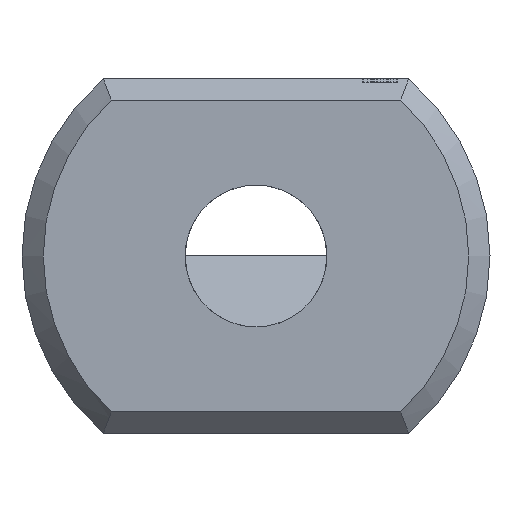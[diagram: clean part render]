
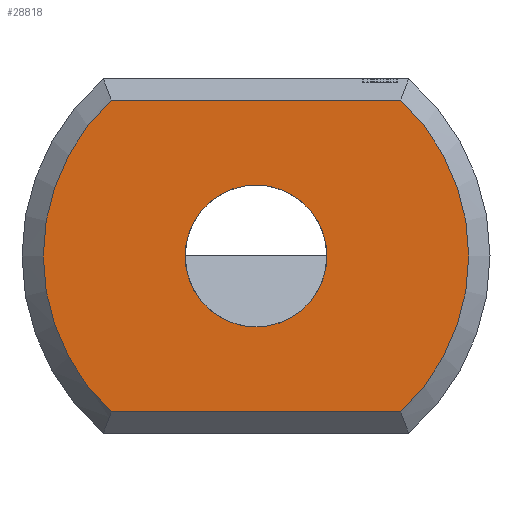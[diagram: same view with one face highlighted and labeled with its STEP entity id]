
A CAD part, left-side view. The second image highlights one B-rep face of the part: STEP entity #28818.
In plain terms, the highlighted planar face has unit normal (-1, 0, 0).
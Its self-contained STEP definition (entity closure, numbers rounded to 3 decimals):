
#254 = PLANE('',#255);
#255 = AXIS2_PLACEMENT_3D('',#256,#257,#258);
#256 = CARTESIAN_POINT('',(0.15,-2.154,2.35));
#257 = DIRECTION('',(0.707,0.,-0.707)
  );
#258 = DIRECTION('',(0.,-1.,0.));
#10647 = CONICAL_SURFACE('',#10648,3.3,0.785);
#10648 = AXIS2_PLACEMENT_3D('',#10649,#10650,#10651);
#10649 = CARTESIAN_POINT('',(0.3,0.,0.));
#10650 = DIRECTION('',(1.,0.,0.));
#10651 = DIRECTION('',(0.,0.653,-0.758)
  );
#10716 = VERTEX_POINT('',#10717);
#10717 = CARTESIAN_POINT('',(0.,-2.04,2.2));
#10732 = CONICAL_SURFACE('',#10733,3.3,0.785);
#10733 = AXIS2_PLACEMENT_3D('',#10734,#10735,#10736);
#10734 = CARTESIAN_POINT('',(0.3,0.,0.));
#10735 = DIRECTION('',(1.,0.,0.));
#10736 = DIRECTION('',(0.,-0.653,0.758
    ));
#10749 = VERTEX_POINT('',#10750);
#10750 = CARTESIAN_POINT('',(0.,2.04,2.2));
#10775 = EDGE_CURVE('',#10716,#10749,#10776,.T.);
#10776 = SURFACE_CURVE('',#10777,(#10781,#10788),.PCURVE_S1.);
#10777 = LINE('',#10778,#10779);
#10778 = CARTESIAN_POINT('',(0.,-2.154,2.2));
#10779 = VECTOR('',#10780,1.);
#10780 = DIRECTION('',(0.,1.,0.));
#10781 = PCURVE('',#254,#10782);
#10782 = DEFINITIONAL_REPRESENTATION('',(#10783),#10787);
#10783 = LINE('',#10784,#10785);
#10784 = CARTESIAN_POINT('',(0.,0.212));
#10785 = VECTOR('',#10786,1.);
#10786 = DIRECTION('',(-1.,0.));
#10787 = ( GEOMETRIC_REPRESENTATION_CONTEXT(2) 
PARAMETRIC_REPRESENTATION_CONTEXT() REPRESENTATION_CONTEXT('2D SPACE',''
  ) );
#10788 = PCURVE('',#10789,#10794);
#10789 = PLANE('',#10790);
#10790 = AXIS2_PLACEMENT_3D('',#10791,#10792,#10793);
#10791 = CARTESIAN_POINT('',(0.,0.,
    0.));
#10792 = DIRECTION('',(1.,0.,0.));
#10793 = DIRECTION('',(0.,0.,1.));
#10794 = DEFINITIONAL_REPRESENTATION('',(#10795),#10799);
#10795 = LINE('',#10796,#10797);
#10796 = CARTESIAN_POINT('',(2.2,2.154));
#10797 = VECTOR('',#10798,1.);
#10798 = DIRECTION('',(0.,-1.));
#10799 = ( GEOMETRIC_REPRESENTATION_CONTEXT(2) 
PARAMETRIC_REPRESENTATION_CONTEXT() REPRESENTATION_CONTEXT('2D SPACE',''
  ) );
#28475 = VERTEX_POINT('',#28476);
#28476 = CARTESIAN_POINT('',(0.,2.04,-2.2));
#28494 = PLANE('',#28495);
#28495 = AXIS2_PLACEMENT_3D('',#28496,#28497,#28498);
#28496 = CARTESIAN_POINT('',(0.15,-2.154,-2.35));
#28497 = DIRECTION('',(-0.707,0.,
    -0.707));
#28498 = DIRECTION('',(0.,-1.,0.));
#28508 = EDGE_CURVE('',#28475,#10749,#28509,.T.);
#28509 = SURFACE_CURVE('',#28510,(#28515,#28522),.PCURVE_S1.);
#28510 = CIRCLE('',#28511,3.);
#28511 = AXIS2_PLACEMENT_3D('',#28512,#28513,#28514);
#28512 = CARTESIAN_POINT('',(0.,0.,
    0.));
#28513 = DIRECTION('',(1.,0.,0.));
#28514 = DIRECTION('',(0.,0.653,-0.758)
  );
#28515 = PCURVE('',#10647,#28516);
#28516 = DEFINITIONAL_REPRESENTATION('',(#28517),#28521);
#28517 = LINE('',#28518,#28519);
#28518 = CARTESIAN_POINT('',(0.,-0.3));
#28519 = VECTOR('',#28520,1.);
#28520 = DIRECTION('',(1.,-0.));
#28521 = ( GEOMETRIC_REPRESENTATION_CONTEXT(2) 
PARAMETRIC_REPRESENTATION_CONTEXT() REPRESENTATION_CONTEXT('2D SPACE',''
  ) );
#28522 = PCURVE('',#10789,#28523);
#28523 = DEFINITIONAL_REPRESENTATION('',(#28524),#28528);
#28524 = CIRCLE('',#28525,3.);
#28525 = AXIS2_PLACEMENT_2D('',#28526,#28527);
#28526 = CARTESIAN_POINT('',(0.,0.));
#28527 = DIRECTION('',(-0.758,-0.653));
#28528 = ( GEOMETRIC_REPRESENTATION_CONTEXT(2) 
PARAMETRIC_REPRESENTATION_CONTEXT() REPRESENTATION_CONTEXT('2D SPACE',''
  ) );
#28771 = VERTEX_POINT('',#28772);
#28772 = CARTESIAN_POINT('',(0.,-2.04,-2.2));
#28797 = EDGE_CURVE('',#10716,#28771,#28798,.T.);
#28798 = SURFACE_CURVE('',#28799,(#28804,#28811),.PCURVE_S1.);
#28799 = CIRCLE('',#28800,3.);
#28800 = AXIS2_PLACEMENT_3D('',#28801,#28802,#28803);
#28801 = CARTESIAN_POINT('',(0.,0.,
    0.));
#28802 = DIRECTION('',(1.,0.,0.));
#28803 = DIRECTION('',(0.,-0.653,0.758
    ));
#28804 = PCURVE('',#10732,#28805);
#28805 = DEFINITIONAL_REPRESENTATION('',(#28806),#28810);
#28806 = LINE('',#28807,#28808);
#28807 = CARTESIAN_POINT('',(0.,-0.3));
#28808 = VECTOR('',#28809,1.);
#28809 = DIRECTION('',(1.,-0.));
#28810 = ( GEOMETRIC_REPRESENTATION_CONTEXT(2) 
PARAMETRIC_REPRESENTATION_CONTEXT() REPRESENTATION_CONTEXT('2D SPACE',''
  ) );
#28811 = PCURVE('',#10789,#28812);
#28812 = DEFINITIONAL_REPRESENTATION('',(#28813),#28817);
#28813 = CIRCLE('',#28814,3.);
#28814 = AXIS2_PLACEMENT_2D('',#28815,#28816);
#28815 = CARTESIAN_POINT('',(0.,0.));
#28816 = DIRECTION('',(0.758,0.653));
#28817 = ( GEOMETRIC_REPRESENTATION_CONTEXT(2) 
PARAMETRIC_REPRESENTATION_CONTEXT() REPRESENTATION_CONTEXT('2D SPACE',''
  ) );
#28818 = ADVANCED_FACE('',(#28819,#28845),#10789,.F.);
#28819 = FACE_BOUND('',#28820,.F.);
#28820 = EDGE_LOOP('',(#28821,#28822,#28823,#28824));
#28821 = ORIENTED_EDGE('',*,*,#28508,.T.);
#28822 = ORIENTED_EDGE('',*,*,#10775,.F.);
#28823 = ORIENTED_EDGE('',*,*,#28797,.T.);
#28824 = ORIENTED_EDGE('',*,*,#28825,.T.);
#28825 = EDGE_CURVE('',#28771,#28475,#28826,.T.);
#28826 = SURFACE_CURVE('',#28827,(#28831,#28838),.PCURVE_S1.);
#28827 = LINE('',#28828,#28829);
#28828 = CARTESIAN_POINT('',(0.,-2.154,-2.2));
#28829 = VECTOR('',#28830,1.);
#28830 = DIRECTION('',(0.,1.,0.));
#28831 = PCURVE('',#10789,#28832);
#28832 = DEFINITIONAL_REPRESENTATION('',(#28833),#28837);
#28833 = LINE('',#28834,#28835);
#28834 = CARTESIAN_POINT('',(-2.2,2.154));
#28835 = VECTOR('',#28836,1.);
#28836 = DIRECTION('',(0.,-1.));
#28837 = ( GEOMETRIC_REPRESENTATION_CONTEXT(2) 
PARAMETRIC_REPRESENTATION_CONTEXT() REPRESENTATION_CONTEXT('2D SPACE',''
  ) );
#28838 = PCURVE('',#28494,#28839);
#28839 = DEFINITIONAL_REPRESENTATION('',(#28840),#28844);
#28840 = LINE('',#28841,#28842);
#28841 = CARTESIAN_POINT('',(0.,0.212));
#28842 = VECTOR('',#28843,1.);
#28843 = DIRECTION('',(-1.,0.));
#28844 = ( GEOMETRIC_REPRESENTATION_CONTEXT(2) 
PARAMETRIC_REPRESENTATION_CONTEXT() REPRESENTATION_CONTEXT('2D SPACE',''
  ) );
#28845 = FACE_BOUND('',#28846,.T.);
#28846 = EDGE_LOOP('',(#28847));
#28847 = ORIENTED_EDGE('',*,*,#28848,.T.);
#28848 = EDGE_CURVE('',#28849,#28849,#28851,.T.);
#28849 = VERTEX_POINT('',#28850);
#28850 = CARTESIAN_POINT('',(0.,1.,0.)
  );
#28851 = SURFACE_CURVE('',#28852,(#28857,#28864),.PCURVE_S1.);
#28852 = CIRCLE('',#28853,1.);
#28853 = AXIS2_PLACEMENT_3D('',#28854,#28855,#28856);
#28854 = CARTESIAN_POINT('',(0.,0.,0.));
#28855 = DIRECTION('',(1.,0.,0.));
#28856 = DIRECTION('',(0.,1.,0.));
#28857 = PCURVE('',#10789,#28858);
#28858 = DEFINITIONAL_REPRESENTATION('',(#28859),#28863);
#28859 = CIRCLE('',#28860,1.);
#28860 = AXIS2_PLACEMENT_2D('',#28861,#28862);
#28861 = CARTESIAN_POINT('',(0.,0.));
#28862 = DIRECTION('',(0.,-1.));
#28863 = ( GEOMETRIC_REPRESENTATION_CONTEXT(2) 
PARAMETRIC_REPRESENTATION_CONTEXT() REPRESENTATION_CONTEXT('2D SPACE',''
  ) );
#28864 = PCURVE('',#28865,#28870);
#28865 = CYLINDRICAL_SURFACE('',#28866,1.);
#28866 = AXIS2_PLACEMENT_3D('',#28867,#28868,#28869);
#28867 = CARTESIAN_POINT('',(0.,0.,0.));
#28868 = DIRECTION('',(-1.,0.,0.));
#28869 = DIRECTION('',(0.,1.,0.));
#28870 = DEFINITIONAL_REPRESENTATION('',(#28871),#28875);
#28871 = LINE('',#28872,#28873);
#28872 = CARTESIAN_POINT('',(-0.,0.));
#28873 = VECTOR('',#28874,1.);
#28874 = DIRECTION('',(-1.,0.));
#28875 = ( GEOMETRIC_REPRESENTATION_CONTEXT(2) 
PARAMETRIC_REPRESENTATION_CONTEXT() REPRESENTATION_CONTEXT('2D SPACE',''
  ) );
